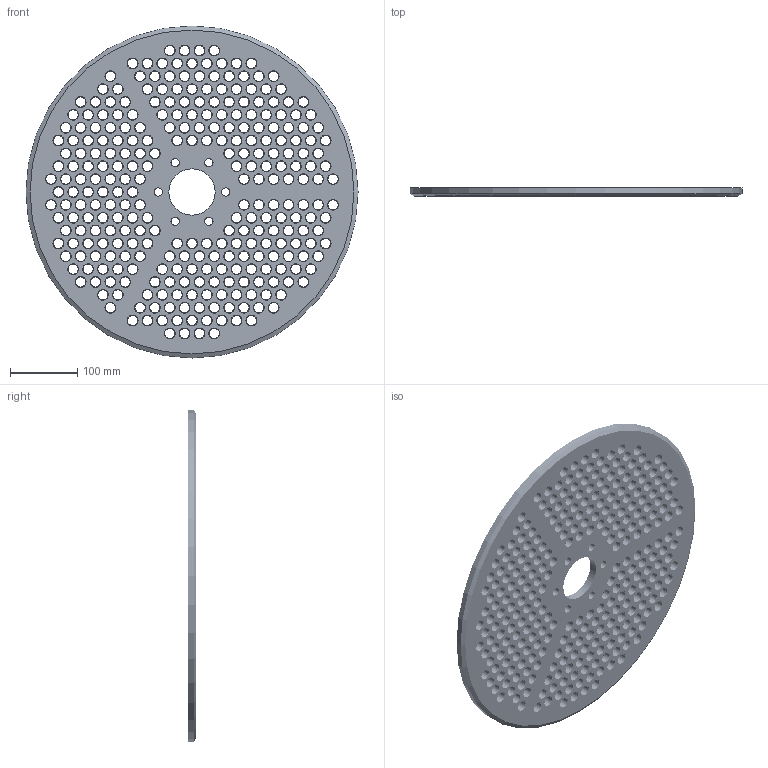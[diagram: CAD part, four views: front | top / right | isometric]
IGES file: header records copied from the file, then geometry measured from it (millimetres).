
Start section:  PTC IGES file: separator_500_2f.igs
Global section: file name: separator_500_2f.igs; native system: Creo Parametric by PTC Inc.; preprocessor: 2016260; author: Alex; organization: Unknown; date: 20170413.215013; units: millimetre
Bounding box: 492 x 12 x 492 mm (x, y, z)
Volume: 1587590.8 mm3; surface area: 447875.4 mm2
Topology: 1 solids, 1 shells, 1784 faces, 4168 edges, 2386 vertices
Faces by surface type: revolution 1782, bspline 2
